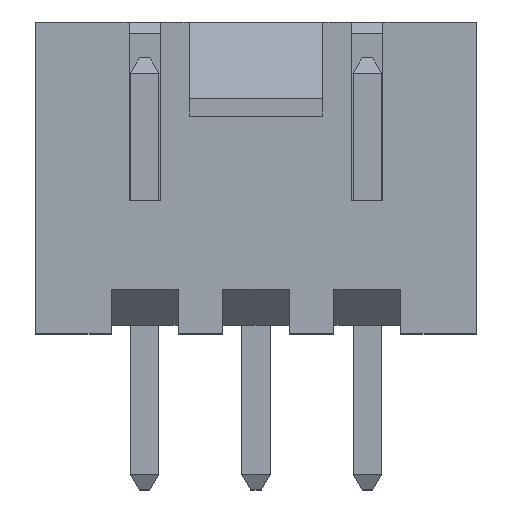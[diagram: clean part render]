
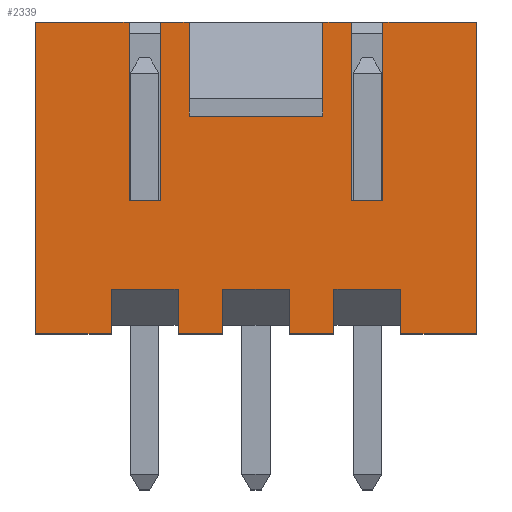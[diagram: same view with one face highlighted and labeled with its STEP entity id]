
A CAD part, top view. The second image highlights one B-rep face of the part: STEP entity #2339.
In plain terms, the highlighted planar face has unit normal (0, 0, 1).
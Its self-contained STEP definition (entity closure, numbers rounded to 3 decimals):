
#37=DIRECTION('',(1.,0.,0.));
#38=VECTOR('',#37,1.7);
#39=CARTESIAN_POINT('',(-4.95,0.,2.9));
#40=LINE('',#39,#38);
#65=DIRECTION('',(1.,0.,0.));
#66=VECTOR('',#65,1.);
#67=CARTESIAN_POINT('',(-1.75,0.,2.9));
#68=LINE('',#67,#66);
#93=DIRECTION('',(1.,0.,0.));
#94=VECTOR('',#93,1.);
#95=CARTESIAN_POINT('',(0.75,0.,2.9));
#96=LINE('',#95,#94);
#107=DIRECTION('',(1.,0.,0.));
#108=VECTOR('',#107,1.7);
#109=CARTESIAN_POINT('',(3.25,0.,2.9));
#110=LINE('',#109,#108);
#156=DIRECTION('',(0.,-1.,0.));
#157=VECTOR('',#156,2.);
#158=CARTESIAN_POINT('',(-1.5,7.,2.9));
#159=LINE('',#158,#157);
#163=DIRECTION('',(1.,0.,0.));
#164=VECTOR('',#163,3.);
#165=CARTESIAN_POINT('',(-1.5,5.,2.9));
#166=LINE('',#165,#164);
#170=DIRECTION('',(0.,-1.,0.));
#171=VECTOR('',#170,2.);
#172=CARTESIAN_POINT('',(1.5,7.,2.9));
#173=LINE('',#172,#171);
#177=DIRECTION('',(0.,-1.,0.));
#178=VECTOR('',#177,4.);
#179=CARTESIAN_POINT('',(2.15,7.,2.9));
#180=LINE('',#179,#178);
#184=DIRECTION('',(1.,0.,0.));
#185=VECTOR('',#184,0.7);
#186=CARTESIAN_POINT('',(2.15,3.,2.9));
#187=LINE('',#186,#185);
#191=DIRECTION('',(0.,-1.,0.));
#192=VECTOR('',#191,4.);
#193=CARTESIAN_POINT('',(2.85,7.,2.9));
#194=LINE('',#193,#192);
#198=DIRECTION('',(0.,1.,0.));
#199=VECTOR('',#198,1.);
#200=CARTESIAN_POINT('',(3.25,0.,2.9));
#201=LINE('',#200,#199);
#205=DIRECTION('',(1.,0.,0.));
#206=VECTOR('',#205,1.5);
#207=CARTESIAN_POINT('',(1.75,1.,2.9));
#208=LINE('',#207,#206);
#212=DIRECTION('',(0.,1.,0.));
#213=VECTOR('',#212,1.);
#214=CARTESIAN_POINT('',(1.75,0.,2.9));
#215=LINE('',#214,#213);
#219=DIRECTION('',(0.,1.,0.));
#220=VECTOR('',#219,1.);
#221=CARTESIAN_POINT('',(0.75,0.,2.9));
#222=LINE('',#221,#220);
#226=DIRECTION('',(1.,0.,0.));
#227=VECTOR('',#226,1.5);
#228=CARTESIAN_POINT('',(-0.75,1.,2.9));
#229=LINE('',#228,#227);
#233=DIRECTION('',(0.,1.,0.));
#234=VECTOR('',#233,1.);
#235=CARTESIAN_POINT('',(-0.75,0.,2.9));
#236=LINE('',#235,#234);
#240=DIRECTION('',(0.,1.,0.));
#241=VECTOR('',#240,1.);
#242=CARTESIAN_POINT('',(-1.75,0.,2.9));
#243=LINE('',#242,#241);
#247=DIRECTION('',(1.,0.,0.));
#248=VECTOR('',#247,1.5);
#249=CARTESIAN_POINT('',(-3.25,1.,2.9));
#250=LINE('',#249,#248);
#254=DIRECTION('',(0.,1.,0.));
#255=VECTOR('',#254,1.);
#256=CARTESIAN_POINT('',(-3.25,0.,2.9));
#257=LINE('',#256,#255);
#261=DIRECTION('',(0.,1.,0.));
#262=VECTOR('',#261,7.);
#263=CARTESIAN_POINT('',(-4.95,0.,2.9));
#264=LINE('',#263,#262);
#268=DIRECTION('',(0.,1.,0.));
#269=VECTOR('',#268,4.);
#270=CARTESIAN_POINT('',(-2.85,3.,2.9));
#271=LINE('',#270,#269);
#275=DIRECTION('',(1.,0.,0.));
#276=VECTOR('',#275,0.7);
#277=CARTESIAN_POINT('',(-2.85,3.,2.9));
#278=LINE('',#277,#276);
#282=DIRECTION('',(0.,1.,0.));
#283=VECTOR('',#282,4.);
#284=CARTESIAN_POINT('',(-2.15,3.,2.9));
#285=LINE('',#284,#283);
#324=DIRECTION('',(1.,0.,0.));
#325=VECTOR('',#324,2.1);
#326=CARTESIAN_POINT('',(-4.95,7.,2.9));
#327=LINE('',#326,#325);
#352=DIRECTION('',(1.,0.,0.));
#353=VECTOR('',#352,2.1);
#354=CARTESIAN_POINT('',(2.85,7.,2.9));
#355=LINE('',#354,#353);
#394=DIRECTION('',(1.,0.,0.));
#395=VECTOR('',#394,0.65);
#396=CARTESIAN_POINT('',(-2.15,7.,2.9));
#397=LINE('',#396,#395);
#422=DIRECTION('',(1.,0.,0.));
#423=VECTOR('',#422,0.65);
#424=CARTESIAN_POINT('',(1.5,7.,2.9));
#425=LINE('',#424,#423);
#1451=DIRECTION('',(0.,1.,0.));
#1452=VECTOR('',#1451,7.);
#1453=CARTESIAN_POINT('',(4.95,0.,2.9));
#1454=LINE('',#1453,#1452);
#1865=CARTESIAN_POINT('',(-4.95,7.,2.9));
#1867=VERTEX_POINT('',#1865);
#1868=CARTESIAN_POINT('',(4.95,7.,2.9));
#1870=VERTEX_POINT('',#1868);
#1872=CARTESIAN_POINT('',(-4.95,0.,2.9));
#1873=VERTEX_POINT('',#1872);
#1874=CARTESIAN_POINT('',(4.95,0.,2.9));
#1875=VERTEX_POINT('',#1874);
#1884=CARTESIAN_POINT('',(-2.15,3.,2.9));
#1885=CARTESIAN_POINT('',(-2.15,7.,2.9));
#1886=VERTEX_POINT('',#1884);
#1887=VERTEX_POINT('',#1885);
#1888=CARTESIAN_POINT('',(-2.85,3.,2.9));
#1889=CARTESIAN_POINT('',(-2.85,7.,2.9));
#1890=VERTEX_POINT('',#1888);
#1891=VERTEX_POINT('',#1889);
#1916=CARTESIAN_POINT('',(-3.25,0.,2.9));
#1918=VERTEX_POINT('',#1916);
#1920=CARTESIAN_POINT('',(-1.75,0.,2.9));
#1922=VERTEX_POINT('',#1920);
#1924=CARTESIAN_POINT('',(-3.25,1.,2.9));
#1925=VERTEX_POINT('',#1924);
#1926=CARTESIAN_POINT('',(-1.75,1.,2.9));
#1927=VERTEX_POINT('',#1926);
#1988=CARTESIAN_POINT('',(-0.75,0.,2.9));
#1990=VERTEX_POINT('',#1988);
#1992=CARTESIAN_POINT('',(0.75,0.,2.9));
#1994=VERTEX_POINT('',#1992);
#1996=CARTESIAN_POINT('',(-0.75,1.,2.9));
#1997=VERTEX_POINT('',#1996);
#1998=CARTESIAN_POINT('',(0.75,1.,2.9));
#1999=VERTEX_POINT('',#1998);
#2048=CARTESIAN_POINT('',(2.15,3.,2.9));
#2049=CARTESIAN_POINT('',(2.85,3.,2.9));
#2050=VERTEX_POINT('',#2048);
#2051=VERTEX_POINT('',#2049);
#2052=CARTESIAN_POINT('',(2.15,7.,2.9));
#2053=VERTEX_POINT('',#2052);
#2054=CARTESIAN_POINT('',(2.85,7.,2.9));
#2055=VERTEX_POINT('',#2054);
#2112=CARTESIAN_POINT('',(-1.5,7.,2.9));
#2113=CARTESIAN_POINT('',(1.5,7.,2.9));
#2114=VERTEX_POINT('',#2112);
#2115=VERTEX_POINT('',#2113);
#2116=CARTESIAN_POINT('',(-1.5,5.,2.9));
#2117=VERTEX_POINT('',#2116);
#2118=CARTESIAN_POINT('',(1.5,5.,2.9));
#2119=VERTEX_POINT('',#2118);
#2132=CARTESIAN_POINT('',(1.75,0.,2.9));
#2134=VERTEX_POINT('',#2132);
#2136=CARTESIAN_POINT('',(3.25,0.,2.9));
#2138=VERTEX_POINT('',#2136);
#2140=CARTESIAN_POINT('',(1.75,1.,2.9));
#2141=VERTEX_POINT('',#2140);
#2142=CARTESIAN_POINT('',(3.25,1.,2.9));
#2143=VERTEX_POINT('',#2142);
#2281=CARTESIAN_POINT('',(-4.95,0.,2.9));
#2282=DIRECTION('',(0.,0.,1.));
#2283=DIRECTION('',(1.,0.,0.));
#2284=AXIS2_PLACEMENT_3D('',#2281,#2282,#2283);
#2285=PLANE('',#2284);
#2287=ORIENTED_EDGE('',*,*,#2286,.T.);
#2289=ORIENTED_EDGE('',*,*,#2288,.T.);
#2291=ORIENTED_EDGE('',*,*,#2290,.F.);
#2293=ORIENTED_EDGE('',*,*,#2292,.T.);
#2295=ORIENTED_EDGE('',*,*,#2294,.T.);
#2297=ORIENTED_EDGE('',*,*,#2296,.T.);
#2299=ORIENTED_EDGE('',*,*,#2298,.F.);
#2301=ORIENTED_EDGE('',*,*,#2300,.T.);
#2303=ORIENTED_EDGE('',*,*,#2302,.F.);
#2304=ORIENTED_EDGE('',*,*,#2251,.F.);
#2306=ORIENTED_EDGE('',*,*,#2305,.T.);
#2308=ORIENTED_EDGE('',*,*,#2307,.F.);
#2310=ORIENTED_EDGE('',*,*,#2309,.F.);
#2311=ORIENTED_EDGE('',*,*,#2239,.F.);
#2313=ORIENTED_EDGE('',*,*,#2312,.T.);
#2315=ORIENTED_EDGE('',*,*,#2314,.F.);
#2317=ORIENTED_EDGE('',*,*,#2316,.F.);
#2318=ORIENTED_EDGE('',*,*,#2223,.F.);
#2320=ORIENTED_EDGE('',*,*,#2319,.T.);
#2322=ORIENTED_EDGE('',*,*,#2321,.F.);
#2323=ORIENTED_EDGE('',*,*,#2266,.F.);
#2324=ORIENTED_EDGE('',*,*,#2207,.F.);
#2326=ORIENTED_EDGE('',*,*,#2325,.T.);
#2328=ORIENTED_EDGE('',*,*,#2327,.T.);
#2330=ORIENTED_EDGE('',*,*,#2329,.F.);
#2332=ORIENTED_EDGE('',*,*,#2331,.T.);
#2334=ORIENTED_EDGE('',*,*,#2333,.T.);
#2336=ORIENTED_EDGE('',*,*,#2335,.T.);
#2337=EDGE_LOOP('',(#2287,#2289,#2291,#2293,#2295,#2297,#2299,#2301,#2303,#2304,
#2306,#2308,#2310,#2311,#2313,#2315,#2317,#2318,#2320,#2322,#2323,#2324,#2326,
#2328,#2330,#2332,#2334,#2336));
#2338=FACE_OUTER_BOUND('',#2337,.F.);
#2339=ADVANCED_FACE('',(#2338),#2285,.T.);
#2207=EDGE_CURVE('',#1873,#1918,#40,.T.);
#2223=EDGE_CURVE('',#1922,#1990,#68,.T.);
#2239=EDGE_CURVE('',#1994,#2134,#96,.T.);
#2251=EDGE_CURVE('',#2138,#1875,#110,.T.);
#2266=EDGE_CURVE('',#1918,#1925,#257,.T.);
#2286=EDGE_CURVE('',#2114,#2117,#159,.T.);
#2288=EDGE_CURVE('',#2117,#2119,#166,.T.);
#2290=EDGE_CURVE('',#2115,#2119,#173,.T.);
#2292=EDGE_CURVE('',#2115,#2053,#425,.T.);
#2294=EDGE_CURVE('',#2053,#2050,#180,.T.);
#2296=EDGE_CURVE('',#2050,#2051,#187,.T.);
#2298=EDGE_CURVE('',#2055,#2051,#194,.T.);
#2300=EDGE_CURVE('',#2055,#1870,#355,.T.);
#2302=EDGE_CURVE('',#1875,#1870,#1454,.T.);
#2305=EDGE_CURVE('',#2138,#2143,#201,.T.);
#2307=EDGE_CURVE('',#2141,#2143,#208,.T.);
#2309=EDGE_CURVE('',#2134,#2141,#215,.T.);
#2312=EDGE_CURVE('',#1994,#1999,#222,.T.);
#2314=EDGE_CURVE('',#1997,#1999,#229,.T.);
#2316=EDGE_CURVE('',#1990,#1997,#236,.T.);
#2319=EDGE_CURVE('',#1922,#1927,#243,.T.);
#2321=EDGE_CURVE('',#1925,#1927,#250,.T.);
#2325=EDGE_CURVE('',#1873,#1867,#264,.T.);
#2327=EDGE_CURVE('',#1867,#1891,#327,.T.);
#2329=EDGE_CURVE('',#1890,#1891,#271,.T.);
#2331=EDGE_CURVE('',#1890,#1886,#278,.T.);
#2333=EDGE_CURVE('',#1886,#1887,#285,.T.);
#2335=EDGE_CURVE('',#1887,#2114,#397,.T.);
